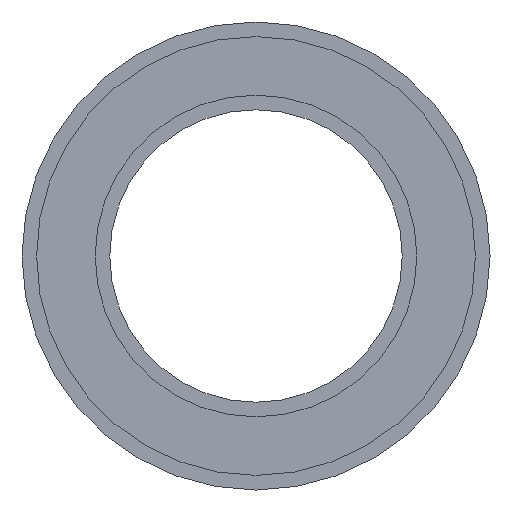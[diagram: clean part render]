
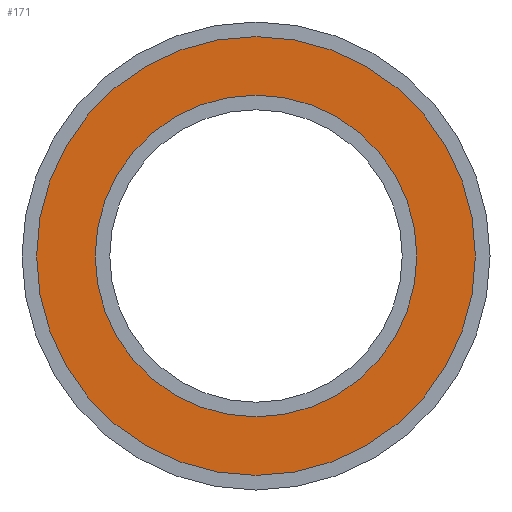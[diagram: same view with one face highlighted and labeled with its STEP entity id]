
A CAD part, front view. The second image highlights one B-rep face of the part: STEP entity #171.
In plain terms, the highlighted planar face has unit normal (0, -1, 0).
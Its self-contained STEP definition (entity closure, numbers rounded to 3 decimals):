
#18=FACE_BOUND('',#62,.T.);
#24=PLANE('',#209);
#45=FACE_OUTER_BOUND('',#61,.T.);
#61=EDGE_LOOP('',(#151));
#62=EDGE_LOOP('',(#152));
#79=CIRCLE('',#191,11.);
#85=CIRCLE('',#202,15.);
#91=VERTEX_POINT('',#275);
#97=VERTEX_POINT('',#295);
#104=EDGE_CURVE('',#91,#91,#79,.T.);
#113=EDGE_CURVE('',#97,#97,#85,.T.);
#151=ORIENTED_EDGE('',*,*,#113,.T.);
#152=ORIENTED_EDGE('',*,*,#104,.T.);
#171=ADVANCED_FACE('',(#45,#18),#24,.F.);
#191=AXIS2_PLACEMENT_3D('',#276,#222,#223);
#202=AXIS2_PLACEMENT_3D('',#296,#247,#248);
#209=AXIS2_PLACEMENT_3D('',#308,#263,#264);
#222=DIRECTION('center_axis',(0.,1.,0.));
#223=DIRECTION('ref_axis',(1.,0.,0.));
#247=DIRECTION('center_axis',(0.,-1.,0.));
#248=DIRECTION('ref_axis',(1.,0.,0.));
#263=DIRECTION('center_axis',(0.,1.,0.));
#264=DIRECTION('ref_axis',(1.,0.,0.));
#275=CARTESIAN_POINT('',(-11.,-3.2,0.));
#276=CARTESIAN_POINT('Origin',(0.,-3.2,0.));
#295=CARTESIAN_POINT('',(-15.,-3.2,0.));
#296=CARTESIAN_POINT('Origin',(0.,-3.2,0.));
#308=CARTESIAN_POINT('Origin',(0.,-3.2,0.));
